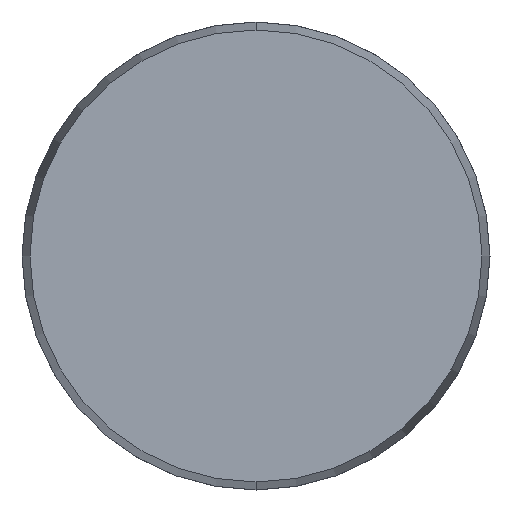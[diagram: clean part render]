
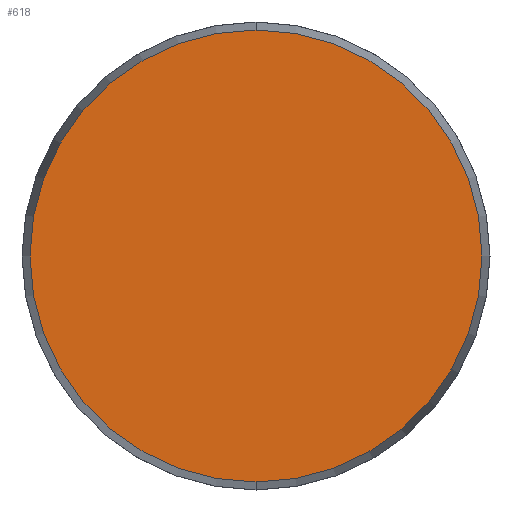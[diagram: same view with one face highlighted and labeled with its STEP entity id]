
A CAD part, front view. The second image highlights one B-rep face of the part: STEP entity #618.
In plain terms, the highlighted planar face has unit normal (0, -1, 0).
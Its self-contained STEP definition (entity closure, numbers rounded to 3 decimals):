
#53 = CARTESIAN_POINT ( 'NONE',  ( 0., 0., 0. ) ) ;
#56 = CARTESIAN_POINT ( 'NONE',  ( 0., 0., -24.143 ) ) ;
#57 = DIRECTION ( 'NONE',  ( 0., -1., 0. ) ) ;
#63 = DIRECTION ( 'NONE',  ( 0., 0., -1. ) ) ;
#206 = ORIENTED_EDGE ( 'NONE', *, *, #299, .T. ) ;
#215 = DIRECTION ( 'NONE',  ( 0., 1., 0. ) ) ;
#219 = EDGE_CURVE ( 'NONE', #632, #298, #967, .T. ) ;
#290 = FACE_OUTER_BOUND ( 'NONE', #475, .T. ) ;
#298 = VERTEX_POINT ( 'NONE', #771 ) ;
#299 = EDGE_CURVE ( 'NONE', #298, #632, #753, .T. ) ;
#367 = AXIS2_PLACEMENT_3D ( 'NONE', #847, #215, #916 ) ;
#373 = PLANE ( 'NONE',  #367 ) ;
#475 = EDGE_LOOP ( 'NONE', ( #206, #969 ) ) ;
#612 = CARTESIAN_POINT ( 'NONE',  ( 0., 0., 0. ) ) ;
#618 = ADVANCED_FACE ( 'NONE', ( #290 ), #373, .F. ) ;
#632 = VERTEX_POINT ( 'NONE', #56 ) ;
#702 = DIRECTION ( 'NONE',  ( 0., 0., -1. ) ) ;
#753 = CIRCLE ( 'NONE', #836, 24.143 ) ;
#771 = CARTESIAN_POINT ( 'NONE',  ( 0., 0., 24.143 ) ) ;
#836 = AXIS2_PLACEMENT_3D ( 'NONE', #53, #57, #702 ) ;
#847 = CARTESIAN_POINT ( 'NONE',  ( -24.143, 0., 0. ) ) ;
#848 = DIRECTION ( 'NONE',  ( 0., -1., 0. ) ) ;
#916 = DIRECTION ( 'NONE',  ( 0., 0., 1. ) ) ;
#967 = CIRCLE ( 'NONE', #1029, 24.143 ) ;
#969 = ORIENTED_EDGE ( 'NONE', *, *, #219, .T. ) ;
#1029 = AXIS2_PLACEMENT_3D ( 'NONE', #612, #848, #63 ) ;
